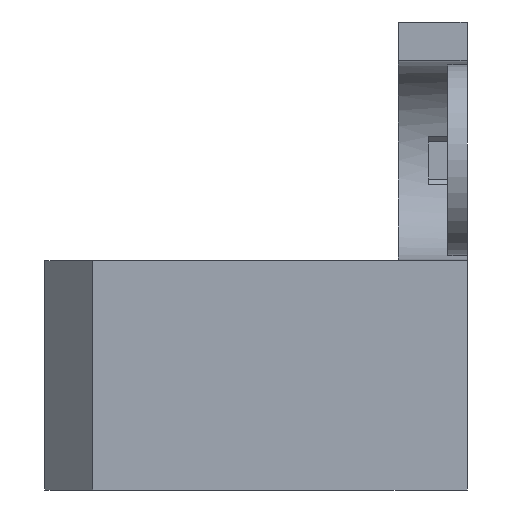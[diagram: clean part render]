
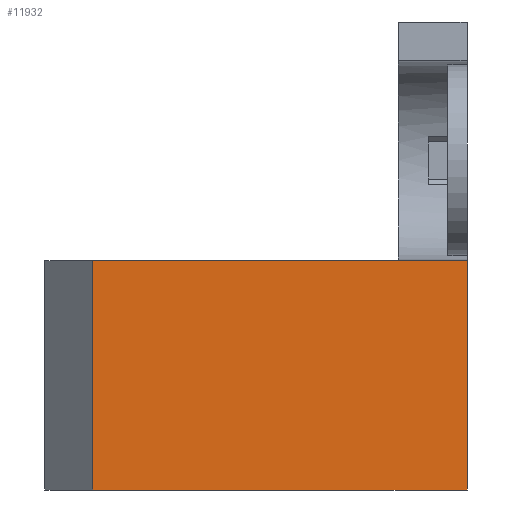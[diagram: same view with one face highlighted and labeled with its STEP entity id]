
A CAD part, front view. The second image highlights one B-rep face of the part: STEP entity #11932.
In plain terms, the highlighted planar face has unit normal (0, -1, 0).
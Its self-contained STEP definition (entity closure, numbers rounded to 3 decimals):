
#138=PLANE('',#12330);
#535=FACE_OUTER_BOUND('',#1206,.T.);
#1206=EDGE_LOOP('',(#9250,#9251,#9252,#9253));
#1906=LINE('',#20181,#2698);
#1909=LINE('',#20191,#2701);
#1915=LINE('',#20202,#2707);
#1929=LINE('',#20242,#2721);
#2698=VECTOR('',#12857,10.);
#2701=VECTOR('',#12868,10.);
#2707=VECTOR('',#12878,10.);
#2721=VECTOR('',#12920,10.);
#4810=VERTEX_POINT('',#20178);
#4811=VERTEX_POINT('',#20180);
#4813=VERTEX_POINT('',#20188);
#4814=VERTEX_POINT('',#20190);
#6367=EDGE_CURVE('',#4810,#4811,#1906,.T.);
#6370=EDGE_CURVE('',#4813,#4814,#1909,.T.);
#6376=EDGE_CURVE('',#4814,#4810,#1915,.T.);
#6397=EDGE_CURVE('',#4811,#4813,#1929,.T.);
#9250=ORIENTED_EDGE('',*,*,#6370,.F.);
#9251=ORIENTED_EDGE('',*,*,#6397,.F.);
#9252=ORIENTED_EDGE('',*,*,#6367,.F.);
#9253=ORIENTED_EDGE('',*,*,#6376,.F.);
#11932=ADVANCED_FACE('',(#535),#138,.T.);
#12330=AXIS2_PLACEMENT_3D('',#20277,#12953,#12954);
#12857=DIRECTION('',(0.,0.,-1.));
#12868=DIRECTION('',(0.,0.,1.));
#12878=DIRECTION('',(1.,0.,0.));
#12920=DIRECTION('',(-1.,0.,0.));
#12953=DIRECTION('center_axis',(0.,-1.,0.));
#12954=DIRECTION('ref_axis',(0.,0.,-1.));
#20178=CARTESIAN_POINT('',(19.6,-1.25,0.));
#20180=CARTESIAN_POINT('',(19.6,-1.25,-12.));
#20181=CARTESIAN_POINT('',(19.6,-1.25,2.625));
#20188=CARTESIAN_POINT('',(0.,-1.25,-12.));
#20190=CARTESIAN_POINT('',(0.,-1.25,0.));
#20191=CARTESIAN_POINT('',(0.,-1.25,0.));
#20202=CARTESIAN_POINT('',(18.6,-1.25,0.));
#20242=CARTESIAN_POINT('',(19.6,-1.25,-12.));
#20277=CARTESIAN_POINT('Origin',(18.6,-1.25,0.));
